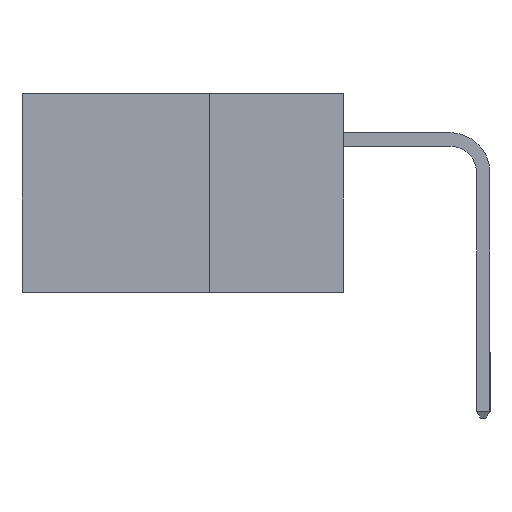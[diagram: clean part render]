
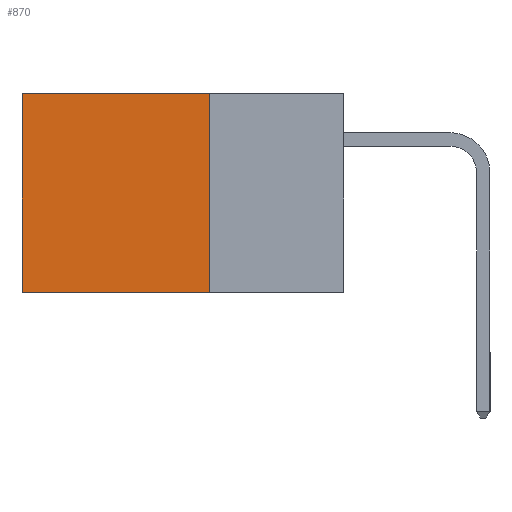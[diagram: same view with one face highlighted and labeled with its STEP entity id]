
A CAD part, left-side view. The second image highlights one B-rep face of the part: STEP entity #870.
In plain terms, the highlighted planar face has unit normal (-1, 0, 0).
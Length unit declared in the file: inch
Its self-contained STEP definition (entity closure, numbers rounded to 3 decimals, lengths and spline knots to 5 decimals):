
#429 = VECTOR ( 'NONE', #3227, 39.37008 ) ;
#870 = ADVANCED_FACE ( 'NONE', ( #4337 ), #3669, .F. ) ;
#1025 = EDGE_LOOP ( 'NONE', ( #7201, #9203, #2813, #6133 ) ) ;
#1437 = CARTESIAN_POINT ( 'NONE',  ( 0.2615, 0.6, 0. ) ) ;
#1462 = LINE ( 'NONE', #4711, #6568 ) ;
#2353 = CARTESIAN_POINT ( 'NONE',  ( 0.2615, 0.6, -0.37 ) ) ;
#2391 = EDGE_CURVE ( 'NONE', #9530, #3711, #8917, .T. ) ;
#2407 = DIRECTION ( 'NONE',  ( 0., 1., 0. ) ) ;
#2679 = CARTESIAN_POINT ( 'NONE',  ( 0.2615, 0.25, 0. ) ) ;
#2750 = AXIS2_PLACEMENT_3D ( 'NONE', #3562, #8407, #6809 ) ;
#2813 = ORIENTED_EDGE ( 'NONE', *, *, #9732, .F. ) ;
#2825 = VERTEX_POINT ( 'NONE', #5186 ) ;
#3227 = DIRECTION ( 'NONE',  ( 0., 0., -1. ) ) ;
#3562 = CARTESIAN_POINT ( 'NONE',  ( 0.2615, 0.25, -0.37 ) ) ;
#3669 = PLANE ( 'NONE',  #2750 ) ;
#3711 = VERTEX_POINT ( 'NONE', #10502 ) ;
#4019 = LINE ( 'NONE', #7288, #6415 ) ;
#4337 = FACE_OUTER_BOUND ( 'NONE', #1025, .T. ) ;
#4711 = CARTESIAN_POINT ( 'NONE',  ( 0.2615, 0.25, 0. ) ) ;
#5186 = CARTESIAN_POINT ( 'NONE',  ( 0.2615, 0.25, -0.37 ) ) ;
#5608 = LINE ( 'NONE', #6357, #6076 ) ;
#6076 = VECTOR ( 'NONE', #9716, 39.37008 ) ;
#6133 = ORIENTED_EDGE ( 'NONE', *, *, #7557, .T. ) ;
#6357 = CARTESIAN_POINT ( 'NONE',  ( 0.2615, 0.25, -0.37 ) ) ;
#6415 = VECTOR ( 'NONE', #10525, 39.37008 ) ;
#6568 = VECTOR ( 'NONE', #2407, 39.37008 ) ;
#6809 = DIRECTION ( 'NONE',  ( 0., 0., -1. ) ) ;
#7201 = ORIENTED_EDGE ( 'NONE', *, *, #2391, .T. ) ;
#7288 = CARTESIAN_POINT ( 'NONE',  ( 0.2615, 0.25, -0.37 ) ) ;
#7557 = EDGE_CURVE ( 'NONE', #7820, #9530, #1462, .T. ) ;
#7820 = VERTEX_POINT ( 'NONE', #2679 ) ;
#8407 = DIRECTION ( 'NONE',  ( 1., 0., 0. ) ) ;
#8917 = LINE ( 'NONE', #2353, #429 ) ;
#9203 = ORIENTED_EDGE ( 'NONE', *, *, #10095, .F. ) ;
#9530 = VERTEX_POINT ( 'NONE', #1437 ) ;
#9716 = DIRECTION ( 'NONE',  ( 0., 1., 0. ) ) ;
#9732 = EDGE_CURVE ( 'NONE', #7820, #2825, #4019, .T. ) ;
#10095 = EDGE_CURVE ( 'NONE', #2825, #3711, #5608, .T. ) ;
#10502 = CARTESIAN_POINT ( 'NONE',  ( 0.2615, 0.6, -0.37 ) ) ;
#10525 = DIRECTION ( 'NONE',  ( 0., 0., -1. ) ) ;
